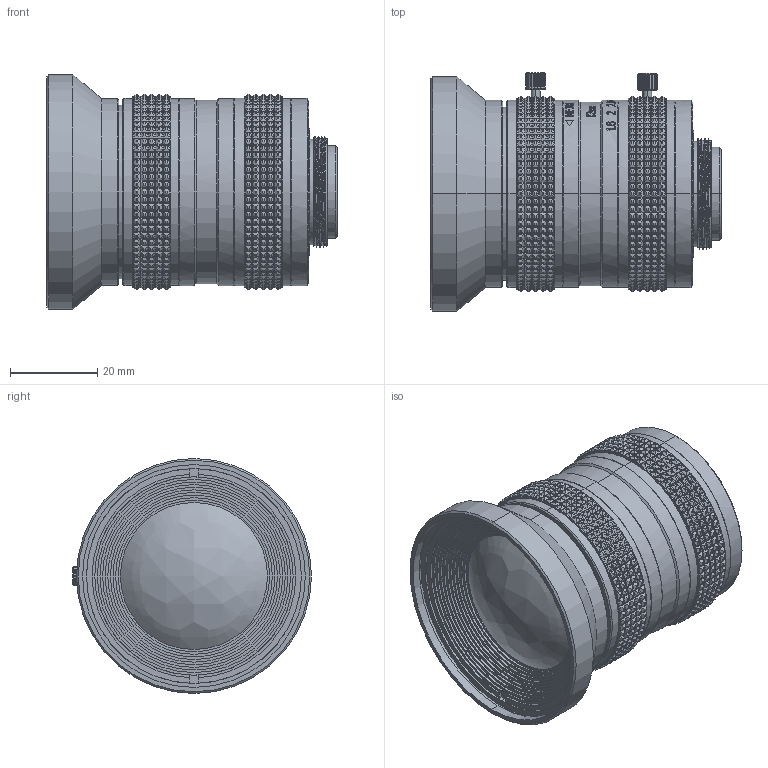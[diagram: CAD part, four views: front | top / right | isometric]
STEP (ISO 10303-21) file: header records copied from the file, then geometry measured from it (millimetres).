
FILE_DESCRIPTION (( 'STEP AP203' ), '1' );
FILE_NAME ('600027.STEP', '2021-08-05T03:10:16', ( '' ), ( '' ), 'SwSTEP 2.0', 'SolidWorks 2020', '' );
FILE_SCHEMA (( 'CONFIG_CONTROL_DESIGN' ));
Products named in the file (1): 600027
Bounding box: 66.74 x 54.9 x 54 mm (x, y, z)
Volume: 84101.2 mm3; surface area: 35392.7 mm2
Topology: 3 solids, 7 shells, 8469 faces, 19644 edges, 12071 vertices
Faces by surface type: plane 5450, cone 1671, cylinder 1085, bspline 263
Entity records: 258016 total; most frequent: CARTESIAN_POINT 79745, ORIENTED_EDGE 39288, DIRECTION 31852, EDGE_CURVE 19644, VERTEX_POINT 12071, AXIS2_PLACEMENT_3D 11812, EDGE_LOOP 9369, FACE_OUTER_BOUND 8469
